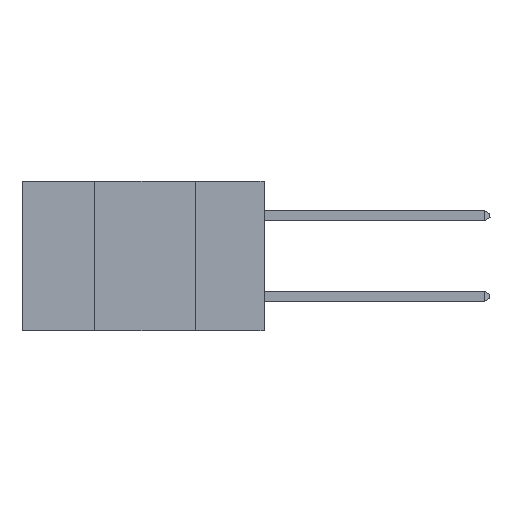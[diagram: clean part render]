
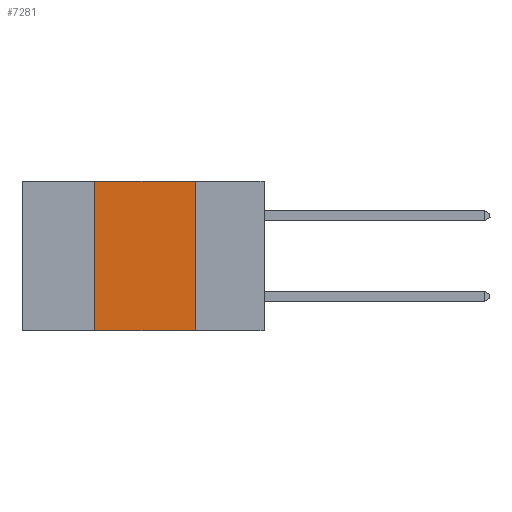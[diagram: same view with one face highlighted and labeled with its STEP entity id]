
A CAD part, left-side view. The second image highlights one B-rep face of the part: STEP entity #7281.
In plain terms, the highlighted planar face has unit normal (-1, 0, 0).
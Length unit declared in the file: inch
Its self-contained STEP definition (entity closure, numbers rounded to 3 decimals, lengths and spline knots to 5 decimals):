
#308 = VERTEX_POINT ( 'NONE', #5622 ) ;
#670 = LINE ( 'NONE', #7315, #5209 ) ;
#760 = EDGE_CURVE ( 'NONE', #4861, #308, #3385, .T. ) ;
#1126 = LINE ( 'NONE', #5040, #2287 ) ;
#1187 = CARTESIAN_POINT ( 'NONE',  ( 0., 0.42, 0. ) ) ;
#1405 = PLANE ( 'NONE',  #10098 ) ;
#1806 = VERTEX_POINT ( 'NONE', #3704 ) ;
#2068 = DIRECTION ( 'NONE',  ( 0., -1., 0. ) ) ;
#2287 = VECTOR ( 'NONE', #8410, 39.37008 ) ;
#2389 = CARTESIAN_POINT ( 'NONE',  ( 0., 0.42, -0.37 ) ) ;
#2413 = LINE ( 'NONE', #5634, #7856 ) ;
#3068 = DIRECTION ( 'NONE',  ( 1., 0., 0. ) ) ;
#3147 = DIRECTION ( 'NONE',  ( 0., -1., 0. ) ) ;
#3158 = ORIENTED_EDGE ( 'NONE', *, *, #760, .T. ) ;
#3385 = LINE ( 'NONE', #7062, #3658 ) ;
#3468 = EDGE_LOOP ( 'NONE', ( #8852, #5795, #6601, #3158 ) ) ;
#3658 = VECTOR ( 'NONE', #2068, 39.37008 ) ;
#3704 = CARTESIAN_POINT ( 'NONE',  ( 0., 0.17, 0. ) ) ;
#3882 = FACE_OUTER_BOUND ( 'NONE', #3468, .T. ) ;
#4698 = EDGE_CURVE ( 'NONE', #4861, #8316, #2413, .T. ) ;
#4861 = VERTEX_POINT ( 'NONE', #2389 ) ;
#4960 = EDGE_CURVE ( 'NONE', #8316, #1806, #670, .T. ) ;
#5040 = CARTESIAN_POINT ( 'NONE',  ( 0., 0.17, 0. ) ) ;
#5209 = VECTOR ( 'NONE', #3147, 39.37008 ) ;
#5614 = DIRECTION ( 'NONE',  ( 0., 0., -1. ) ) ;
#5622 = CARTESIAN_POINT ( 'NONE',  ( 0., 0.17, -0.37 ) ) ;
#5634 = CARTESIAN_POINT ( 'NONE',  ( 0., 0.42, 0. ) ) ;
#5795 = ORIENTED_EDGE ( 'NONE', *, *, #4960, .F. ) ;
#6601 = ORIENTED_EDGE ( 'NONE', *, *, #4698, .F. ) ;
#7062 = CARTESIAN_POINT ( 'NONE',  ( 0., 0.6, -0.37 ) ) ;
#7281 = ADVANCED_FACE ( 'NONE', ( #3882 ), #1405, .F. ) ;
#7315 = CARTESIAN_POINT ( 'NONE',  ( 0., 0.6, 0. ) ) ;
#7856 = VECTOR ( 'NONE', #8108, 39.37008 ) ;
#8079 = CARTESIAN_POINT ( 'NONE',  ( 0., 0.6, 0. ) ) ;
#8108 = DIRECTION ( 'NONE',  ( 0., 0., 1. ) ) ;
#8316 = VERTEX_POINT ( 'NONE', #1187 ) ;
#8410 = DIRECTION ( 'NONE',  ( 0., 0., -1. ) ) ;
#8852 = ORIENTED_EDGE ( 'NONE', *, *, #9275, .F. ) ;
#9275 = EDGE_CURVE ( 'NONE', #1806, #308, #1126, .T. ) ;
#10098 = AXIS2_PLACEMENT_3D ( 'NONE', #8079, #3068, #5614 ) ;
